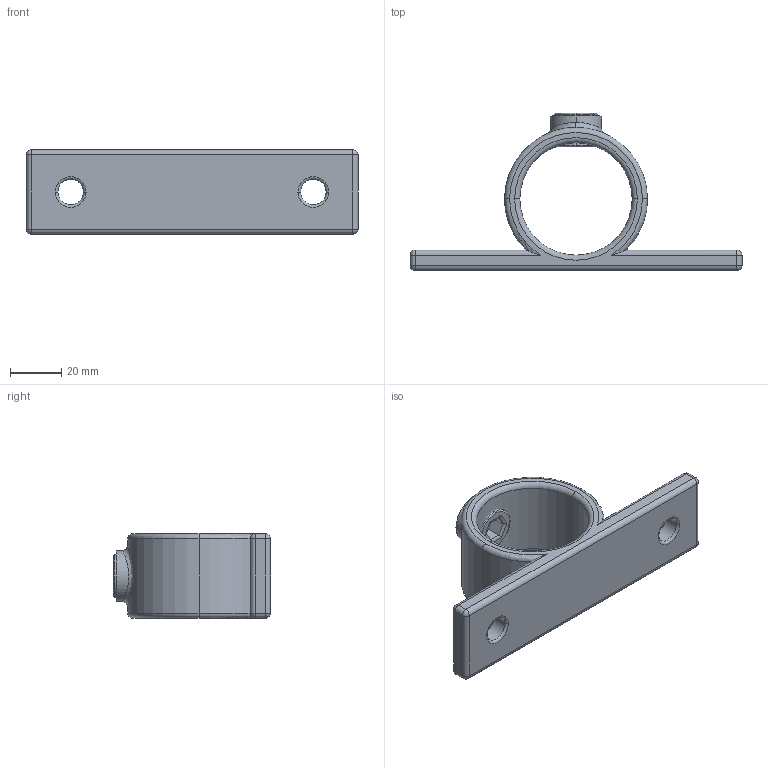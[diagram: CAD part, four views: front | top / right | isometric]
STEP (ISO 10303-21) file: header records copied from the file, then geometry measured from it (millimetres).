
FILE_DESCRIPTION (( 'STEP AP203' ), '1' );
FILE_NAME ('198-C42.step', '2015-09-17T16:29:42', ( '' ), ( '' ), 'SwSTEP 2.0', 'SolidWorks 2015', '' );
FILE_SCHEMA (( 'CONFIG_CONTROL_DESIGN' ));
Length unit declared in the file: millimetre
Products named in the file (3): 198-C42 Teil1; 198-C42; 198-C42 Teil2
Assembly tree (2 placements, depth 2):
  198-C42
    198-C42 Teil1
    198-C42 Teil2
Bounding box: 130 x 61.5 x 33 mm (x, y, z)
Volume: 57668.2 mm3; surface area: 21214.2 mm2
Topology: 2 solids, 2 shells, 89 faces, 204 edges, 112 vertices
Faces by surface type: cylinder 41, torus 22, plane 16, sphere 8, bspline 2
Entity records: 3368 total; most frequent: CARTESIAN_POINT 1093, DIRECTION 454, ORIENTED_EDGE 392, EDGE_CURVE 196, AXIS2_PLACEMENT_3D 190, VERTEX_POINT 112, EDGE_LOOP 100, CIRCLE 98
